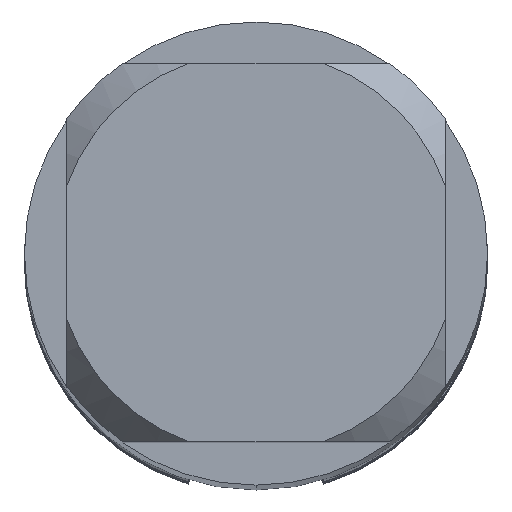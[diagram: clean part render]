
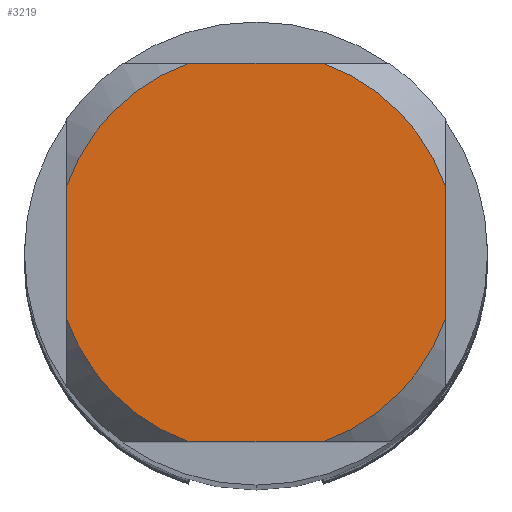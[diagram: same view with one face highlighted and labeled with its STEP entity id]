
A CAD part, top view. The second image highlights one B-rep face of the part: STEP entity #3219.
In plain terms, the highlighted planar face has unit normal (0, 0, 1).
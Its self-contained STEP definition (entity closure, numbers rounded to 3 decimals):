
#2523=VERTEX_POINT('',#7297);
#3059=VERTEX_POINT('',#7891);
#3219=ADVANCED_FACE('',(#8069),#8070,.T.);
#3379=EDGE_CURVE('',#6477,#2523,#8240,.T.);
#3415=VERTEX_POINT('',#8280);
#3541=VERTEX_POINT('',#8418);
#4031=EDGE_CURVE('',#4333,#2523,#8954,.T.);
#4107=VERTEX_POINT('',#9038);
#4333=VERTEX_POINT('',#9285);
#4495=VERTEX_POINT('',#9462);
#4763=EDGE_CURVE('',#4333,#4107,#9758,.T.);
#6477=VERTEX_POINT('',#11619);
#6559=EDGE_CURVE('',#4495,#3415,#11708,.T.);
#6799=EDGE_CURVE('',#3059,#3415,#11966,.T.);
#6811=EDGE_CURVE('',#4495,#4107,#11978,.T.);
#6843=EDGE_CURVE('',#6477,#3541,#12012,.T.);
#7101=EDGE_CURVE('',#3059,#3541,#12291,.T.);
#7297=CARTESIAN_POINT('',(-2.45,-0.87,0.0));
#7891=CARTESIAN_POINT('',(0.87,2.45,0.0));
#8069=FACE_OUTER_BOUND('',#13905,.T.);
#8070=PLANE('',#13906);
#8240=LINE('',#14231,#14232);
#8280=CARTESIAN_POINT('',(2.45,0.87,0.0));
#8418=CARTESIAN_POINT('',(-0.87,2.45,0.0));
#8954=CIRCLE('',#15521,2.6);
#9038=CARTESIAN_POINT('',(0.87,-2.45,0.0));
#9285=CARTESIAN_POINT('',(-0.87,-2.45,0.0));
#9462=CARTESIAN_POINT('',(2.45,-0.87,0.0));
#9758=LINE('',#16954,#16955);
#11619=CARTESIAN_POINT('',(-2.45,0.87,0.0));
#11708=LINE('',#20363,#20364);
#11966=CIRCLE('',#20845,2.6);
#11978=CIRCLE('',#20875,2.6);
#12012=CIRCLE('',#20934,2.6);
#12291=LINE('',#21416,#21417);
#13905=EDGE_LOOP('',(#22505,#22506,#22507,#22508,#22509,#22510,#22511,#22512));
#13906=AXIS2_PLACEMENT_3D('',#22513,#22514,#22515);
#14231=CARTESIAN_POINT('',(-2.45,0.65,0.0));
#14232=VECTOR('',#22657,1.0);
#15521=AXIS2_PLACEMENT_3D('',#23434,#23435,#23436);
#16954=CARTESIAN_POINT('',(0.0,-2.45,0.0));
#16955=VECTOR('',#24634,1.0);
#20363=CARTESIAN_POINT('',(2.45,0.65,0.0));
#20364=VECTOR('',#26822,1.0);
#20845=AXIS2_PLACEMENT_3D('',#27066,#27067,#27068);
#20875=AXIS2_PLACEMENT_3D('',#27073,#27074,#27075);
#20934=AXIS2_PLACEMENT_3D('',#27101,#27102,#27103);
#21416=CARTESIAN_POINT('',(0.0,2.45,0.0));
#21417=VECTOR('',#27373,1.0);
#22505=ORIENTED_EDGE('',*,*,#3379,.T.);
#22506=ORIENTED_EDGE('',*,*,#4031,.F.);
#22507=ORIENTED_EDGE('',*,*,#4763,.T.);
#22508=ORIENTED_EDGE('',*,*,#6811,.F.);
#22509=ORIENTED_EDGE('',*,*,#6559,.T.);
#22510=ORIENTED_EDGE('',*,*,#6799,.F.);
#22511=ORIENTED_EDGE('',*,*,#7101,.T.);
#22512=ORIENTED_EDGE('',*,*,#6843,.F.);
#22513=CARTESIAN_POINT('',(0.0,1.3,0.0));
#22514=DIRECTION('',(-0.0,0.0,1.0));
#22515=DIRECTION('',(0.0,-1.0,0.0));
#22657=DIRECTION('',(-0.0,-1.0,0.0));
#23434=CARTESIAN_POINT('',(0.0,0.0,0.0));
#23435=DIRECTION('',(0.0,0.0,-1.0));
#23436=DIRECTION('',(0.0,1.0,0.0));
#24634=DIRECTION('',(1.0,0.0,0.0));
#26822=DIRECTION('',(-0.0,1.0,0.0));
#27066=CARTESIAN_POINT('',(0.0,0.0,0.0));
#27067=DIRECTION('',(0.0,0.0,-1.0));
#27068=DIRECTION('',(0.0,1.0,0.0));
#27073=CARTESIAN_POINT('',(0.0,0.0,0.0));
#27074=DIRECTION('',(0.0,0.0,-1.0));
#27075=DIRECTION('',(0.0,1.0,0.0));
#27101=CARTESIAN_POINT('',(0.0,0.0,0.0));
#27102=DIRECTION('',(0.0,0.0,-1.0));
#27103=DIRECTION('',(0.0,1.0,0.0));
#27373=DIRECTION('',(-1.0,0.0,0.0));
